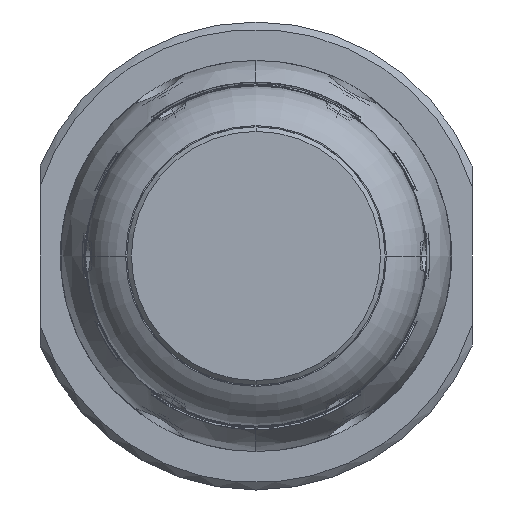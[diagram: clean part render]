
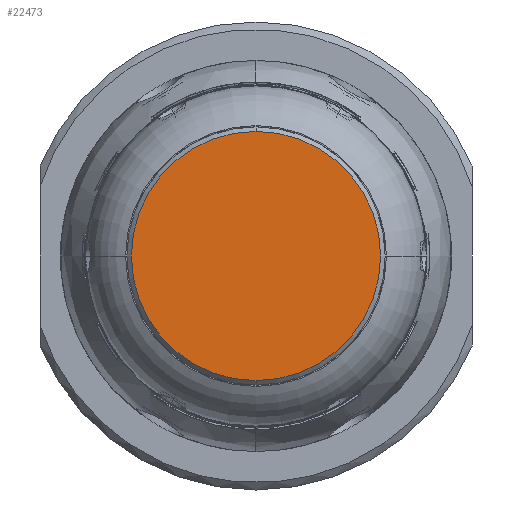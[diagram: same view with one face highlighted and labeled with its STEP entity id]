
A CAD part, left-side view. The second image highlights one B-rep face of the part: STEP entity #22473.
In plain terms, the highlighted planar face has unit normal (-1, 0, 0).
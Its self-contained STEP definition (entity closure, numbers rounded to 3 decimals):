
#22389=CARTESIAN_POINT('',(-391.444,0.,0.));
#22390=DIRECTION('',(-1.,0.,0.));
#22391=DIRECTION('',(0.,0.,-1.));
#22392=AXIS2_PLACEMENT_3D('',#22389,#22390,#22391);
#22441=CARTESIAN_POINT('',(-391.444,0.,0.));
#22442=DIRECTION('',(1.,0.,0.));
#22443=DIRECTION('',(0.,0.,-1.));
#22444=AXIS2_PLACEMENT_3D('',#22441,#22442,#22443);
#22450=CARTESIAN_POINT('',(-391.444,0.,-21.975));
#22451=CARTESIAN_POINT('',(-391.444,0.,21.975));
#22452=VERTEX_POINT('',#22450);
#22453=VERTEX_POINT('',#22451);
#22462=CARTESIAN_POINT('',(-391.444,0.,0.));
#22463=DIRECTION('',(-1.,0.,0.));
#22464=DIRECTION('',(0.,0.,1.));
#22465=AXIS2_PLACEMENT_3D('',#22462,#22463,#22464);
#22466=PLANE('',#22465);
#22468=ORIENTED_EDGE('',*,*,#22467,.F.);
#22470=ORIENTED_EDGE('',*,*,#22469,.T.);
#22471=EDGE_LOOP('',(#22468,#22470));
#22472=FACE_OUTER_BOUND('',#22471,.F.);
#22473=ADVANCED_FACE('',(#22472),#22466,.T.);
#22393=CIRCLE('',#22392,21.975);
#22445=CIRCLE('',#22444,21.975);
#22467=EDGE_CURVE('',#22452,#22453,#22393,.T.);
#22469=EDGE_CURVE('',#22452,#22453,#22445,.T.);
